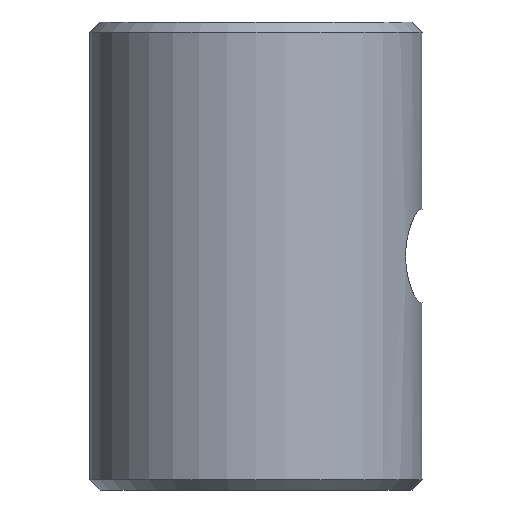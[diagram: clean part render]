
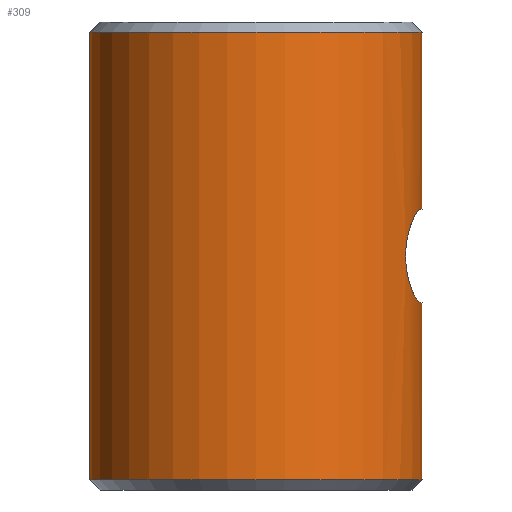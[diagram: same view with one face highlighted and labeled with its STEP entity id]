
A CAD part, left-side view. The second image highlights one B-rep face of the part: STEP entity #309.
In plain terms, the highlighted cylindrical face has radius 16 mm (diameter 32 mm), a full revolution.
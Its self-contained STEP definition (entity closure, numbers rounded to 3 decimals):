
#208=CARTESIAN_POINT('',(16.0,0.,1.0));
#209=VERTEX_POINT('',#208);
#210=CARTESIAN_POINT('',(0.0,0.0,1.0));
#211=DIRECTION('',(0.0,0.0,-1.0));
#212=DIRECTION('',(-1.0,0.0,0.0));
#213=AXIS2_PLACEMENT_3D('',#210,#211,#212);
#214=CIRCLE('',#213,16.0);
#215=EDGE_CURVE('',#209,#209,#214,.T.);
#223=CARTESIAN_POINT('',(0.0,0.0,0.0));
#224=DIRECTION('',(0.0,0.0,1.0));
#225=DIRECTION('',(-1.0,0.0,0.0));
#226=AXIS2_PLACEMENT_3D('',#223,#224,#225);
#227=CYLINDRICAL_SURFACE('',#226,16.0);
#228=CARTESIAN_POINT('',(16.0,0.,44.0));
#229=VERTEX_POINT('',#228);
#230=CARTESIAN_POINT('',(0.0,0.0,44.0));
#231=DIRECTION('',(0.0,0.0,1.0));
#232=DIRECTION('',(-1.0,0.0,0.0));
#233=AXIS2_PLACEMENT_3D('',#230,#231,#232);
#234=CIRCLE('',#233,16.0);
#235=EDGE_CURVE('',#229,#229,#234,.T.);
#236=ORIENTED_EDGE('',*,*,#235,.F.);
#237=EDGE_LOOP('',(#236));
#238=FACE_OUTER_BOUND('',#237,.T.);
#239=CARTESIAN_POINT('',(2.5,-15.803,27.));
#240=VERTEX_POINT('',#239);
#241=CARTESIAN_POINT('',(2.5,-15.803,18.0));
#242=VERTEX_POINT('',#241);
#243=CARTESIAN_POINT('',(2.5,-15.803,27.));
#244=CARTESIAN_POINT('',(3.079,-15.712,27.));
#245=CARTESIAN_POINT('',(3.69,-15.58,26.882));
#246=CARTESIAN_POINT('',(4.803,-15.273,26.413));
#247=CARTESIAN_POINT('',(5.307,-15.1,26.063));
#248=CARTESIAN_POINT('',(6.091,-14.801,25.267));
#249=CARTESIAN_POINT('',(6.43,-14.653,24.77));
#250=CARTESIAN_POINT('',(6.885,-14.445,23.672));
#251=CARTESIAN_POINT('',(7.,-14.387,23.07));
#252=CARTESIAN_POINT('',(7.,-14.387,22.5));
#253=CARTESIAN_POINT('',(7.,-14.387,21.93));
#254=CARTESIAN_POINT('',(6.885,-14.445,21.328));
#255=CARTESIAN_POINT('',(6.43,-14.653,20.23));
#256=CARTESIAN_POINT('',(6.091,-14.801,19.733));
#257=CARTESIAN_POINT('',(5.307,-15.1,18.937));
#258=CARTESIAN_POINT('',(4.803,-15.273,18.587));
#259=CARTESIAN_POINT('',(3.69,-15.58,18.118));
#260=CARTESIAN_POINT('',(3.079,-15.712,18.));
#261=CARTESIAN_POINT('',(2.5,-15.803,18.));
#262=B_SPLINE_CURVE_WITH_KNOTS('',3,(#243,#244,#245,#246,#247,#248,#249,#250,#251,#252,#253,#254,#255,#256,#257,#258,#259,#260,#261),.UNSPECIFIED.,.F.,.U.,(4,2,2,2,3,2,2,2,4),(-0.694,-0.518,-0.342,-0.171,0.0,0.171,0.342,0.518,0.694),.UNSPECIFIED.);
#263=EDGE_CURVE('',#240,#242,#262,.T.);
#264=ORIENTED_EDGE('',*,*,#263,.T.);
#265=CARTESIAN_POINT('',(-2.5,-15.803,18.0));
#266=VERTEX_POINT('',#265);
#267=CARTESIAN_POINT('',(0.0,0.0,18.0));
#268=DIRECTION('',(0.0,0.0,-1.0));
#269=DIRECTION('',(-1.0,0.0,0.0));
#270=AXIS2_PLACEMENT_3D('',#267,#268,#269);
#271=CIRCLE('',#270,16.0);
#272=EDGE_CURVE('',#242,#266,#271,.T.);
#273=ORIENTED_EDGE('',*,*,#272,.T.);
#274=CARTESIAN_POINT('',(-2.5,-15.803,27.));
#275=VERTEX_POINT('',#274);
#276=CARTESIAN_POINT('',(-2.5,-15.803,18.0));
#277=CARTESIAN_POINT('',(-3.079,-15.712,18.0));
#278=CARTESIAN_POINT('',(-3.69,-15.58,18.118));
#279=CARTESIAN_POINT('',(-4.803,-15.273,18.587));
#280=CARTESIAN_POINT('',(-5.307,-15.1,18.937));
#281=CARTESIAN_POINT('',(-6.091,-14.801,19.733));
#282=CARTESIAN_POINT('',(-6.43,-14.653,20.23));
#283=CARTESIAN_POINT('',(-6.885,-14.445,21.328));
#284=CARTESIAN_POINT('',(-7.,-14.387,21.93));
#285=CARTESIAN_POINT('',(-7.,-14.387,23.07));
#286=CARTESIAN_POINT('',(-6.885,-14.445,23.672));
#287=CARTESIAN_POINT('',(-6.43,-14.653,24.77));
#288=CARTESIAN_POINT('',(-6.091,-14.801,25.267));
#289=CARTESIAN_POINT('',(-5.307,-15.1,26.063));
#290=CARTESIAN_POINT('',(-4.803,-15.273,26.413));
#291=CARTESIAN_POINT('',(-3.69,-15.58,26.882));
#292=CARTESIAN_POINT('',(-3.079,-15.712,27.));
#293=CARTESIAN_POINT('',(-2.5,-15.803,27.));
#294=B_SPLINE_CURVE_WITH_KNOTS('',3,(#276,#277,#278,#279,#280,#281,#282,#283,#284,#285,#286,#287,#288,#289,#290,#291,#292,#293),.UNSPECIFIED.,.F.,.U.,(4,2,2,2,2,2,2,2,4),(0.68,0.856,1.032,1.203,1.374,1.545,1.716,1.892,2.068),.UNSPECIFIED.);
#295=EDGE_CURVE('',#266,#275,#294,.T.);
#296=ORIENTED_EDGE('',*,*,#295,.T.);
#297=CARTESIAN_POINT('',(0.0,0.0,27.));
#298=DIRECTION('',(0.0,0.0,1.0));
#299=DIRECTION('',(-1.0,0.0,0.0));
#300=AXIS2_PLACEMENT_3D('',#297,#298,#299);
#301=CIRCLE('',#300,16.0);
#302=EDGE_CURVE('',#275,#240,#301,.T.);
#303=ORIENTED_EDGE('',*,*,#302,.T.);
#304=EDGE_LOOP('',(#264,#273,#296,#303));
#305=FACE_BOUND('',#304,.T.);
#306=ORIENTED_EDGE('',*,*,#215,.F.);
#307=EDGE_LOOP('',(#306));
#308=FACE_BOUND('',#307,.T.);
#309=ADVANCED_FACE('',(#238,#305,#308),#227,.T.);
